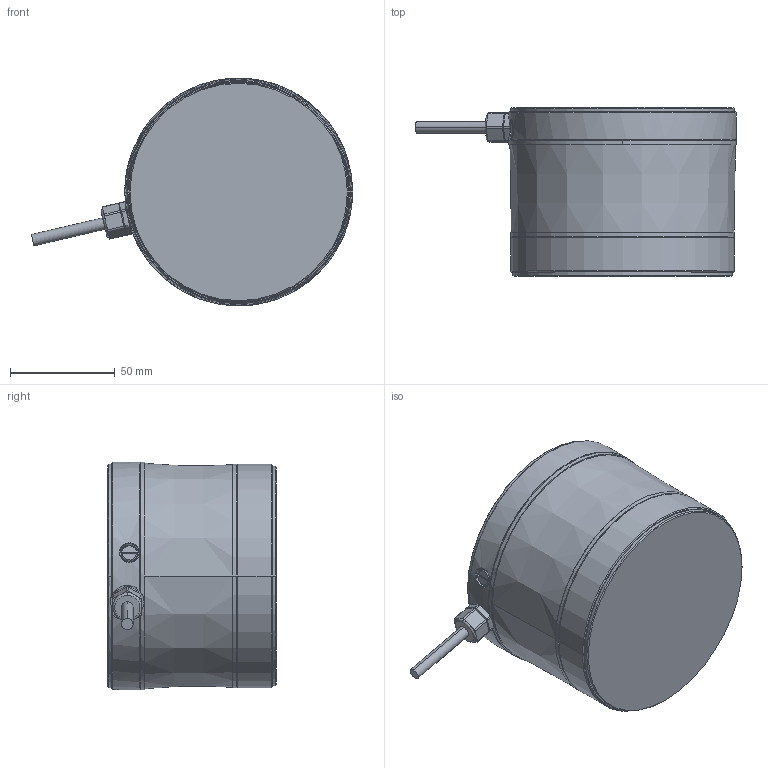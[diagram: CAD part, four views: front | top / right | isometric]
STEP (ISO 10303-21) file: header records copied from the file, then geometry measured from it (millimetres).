
FILE_DESCRIPTION((''),'2;1');
FILE_NAME('16_2V0_LIDAR_20190516_ASM','2019-10-10T09:31:39',('ldeng'),(''),'CREO PARAMETRIC BY PTC INC, 2018050','CREO PARAMETRIC BY PTC INC, 2018050','');
FILE_SCHEMA(('CONFIG_CONTROL_DESIGN','SHAPE_APPEARANCE_LAYERS_GROUPS'));
Length unit declared in the file: millimetre
Products named in the file (12): 202020054_160001; XIANGZHEN; GANGSI-SCREW; LD-FCL-27WCD; 16_2V0_0001_ASM; M12X1-5_5_0001; 16_2V0_BASE_SUPPORT_ASM; 202020053_160002; 160001; 20404-0001-01_16_2V_O_RING_98_; 202020053_160001_ASM; 16_2V0_LIDAR_20190516_ASM
Assembly tree (11 placements, depth 4):
  16_2V0_LIDAR_20190516_ASM
    16_2V0_BASE_SUPPORT_ASM
      16_2V0_0001_ASM
        202020054_160001
        XIANGZHEN
        GANGSI-SCREW
        LD-FCL-27WCD
      M12X1-5_5_0001
    202020053_160001_ASM
      202020053_160002
      160001
      20404-0001-01_16_2V_O_RING_98_
Bounding box: 153.67 x 80.7 x 109 mm (x, y, z)
Volume: 117713 mm3; surface area: 113005.4 mm2
Topology: 9 solids, 19 shells, 475 faces, 1132 edges, 718 vertices
Faces by surface type: cylinder 188, plane 170, cone 92, torus 14, bspline 11
Entity records: 18556 total; most frequent: CARTESIAN_POINT 3440, DIRECTION 2567, ORIENTED_EDGE 2228, EDGE_CURVE 1132, PRESENTATION_STYLE_ASSIGNMENT 1100, STYLED_ITEM 1083, CURVE_STYLE 1068, AXIS2_PLACEMENT_3D 1030
